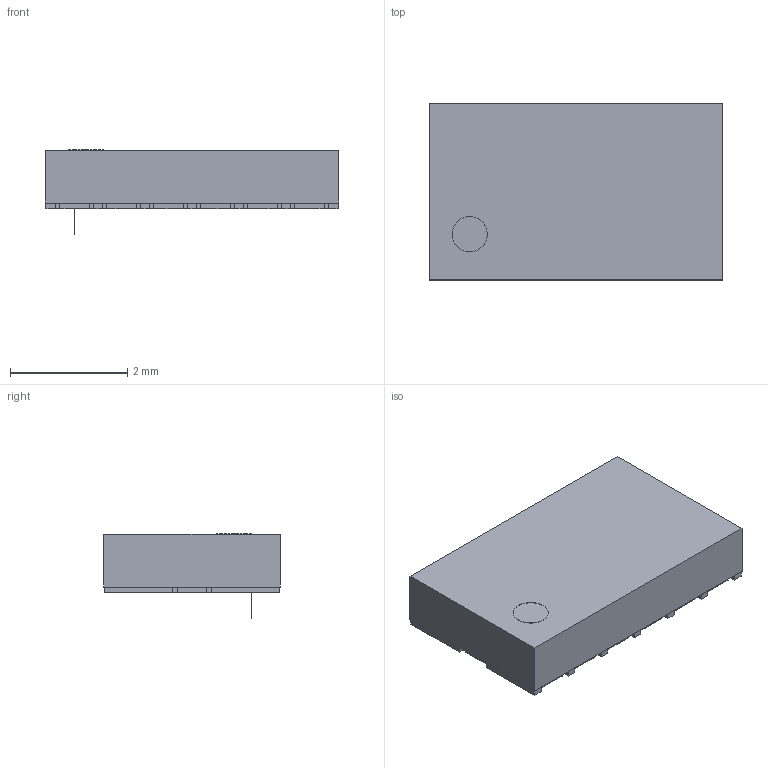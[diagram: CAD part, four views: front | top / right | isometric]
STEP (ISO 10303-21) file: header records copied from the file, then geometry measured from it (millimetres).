
FILE_DESCRIPTION (( 'STEP AP214' ), '1' );
FILE_NAME ('SW3dPS-LGA-14.STEP', '2009-05-15T08:16:01', ( 'SysAdmin' ), ( 'SolidWorks' ), 'SwSTEP 2.0', 'SolidWorks 2009', '' );
FILE_SCHEMA (( 'AUTOMOTIVE_DESIGN' ));
Length unit declared in the file: millimetre
Products named in the file (14): SW3dPS-LGA-14_Board2; SW3dPS-LGA-14_Extruded5; SW3dPS-LGA-14_Board3; SW3dPS-LGA-14_LGA15; SW3dPS-LGA-14_Free-Models2; SW3dPS-LGA-14; SW3dPS-LGA-14_Cylinder1; SW3dPS-LGA-14_339503745; SW3dPS-LGA-14_Free-Models3; SW3dPS-LGA-14_339729233; SW3dPS-LGA-14_Extruded3; SW3dPS-LGA-14_339724625; SW3dPS-LGA-14_339727441; SW3dPS-LGA-14_Extruded4
Assembly tree (26 placements, depth 6):
  SW3dPS-LGA-14
    SW3dPS-LGA-14_Board3
    SW3dPS-LGA-14_Free-Models2
      SW3dPS-LGA-14_LGA15
        SW3dPS-LGA-14_Free-Models3
          SW3dPS-LGA-14_339724625  x14
            SW3dPS-LGA-14_Extruded3
          SW3dPS-LGA-14_339727441
            SW3dPS-LGA-14_Extruded5
          SW3dPS-LGA-14_339729233
            SW3dPS-LGA-14_Extruded4
          SW3dPS-LGA-14_339503745
            SW3dPS-LGA-14_Cylinder1
        SW3dPS-LGA-14_Board2
Bounding box: 5 x 3 x 1.43 mm (x, y, z)
Volume: 14.7 mm3; surface area: 76.2 mm2
Topology: 19 solids, 19 shells, 168 faces, 390 edges, 260 vertices
Faces by surface type: plane 166, cylinder 2
Entity records: 3274 total; most frequent: CARTESIAN_POINT 516, DIRECTION 490, ORIENTED_EDGE 468, EDGE_CURVE 234, VECTOR 230, LINE 230, VERTEX_POINT 156, AXIS2_PLACEMENT_3D 130
